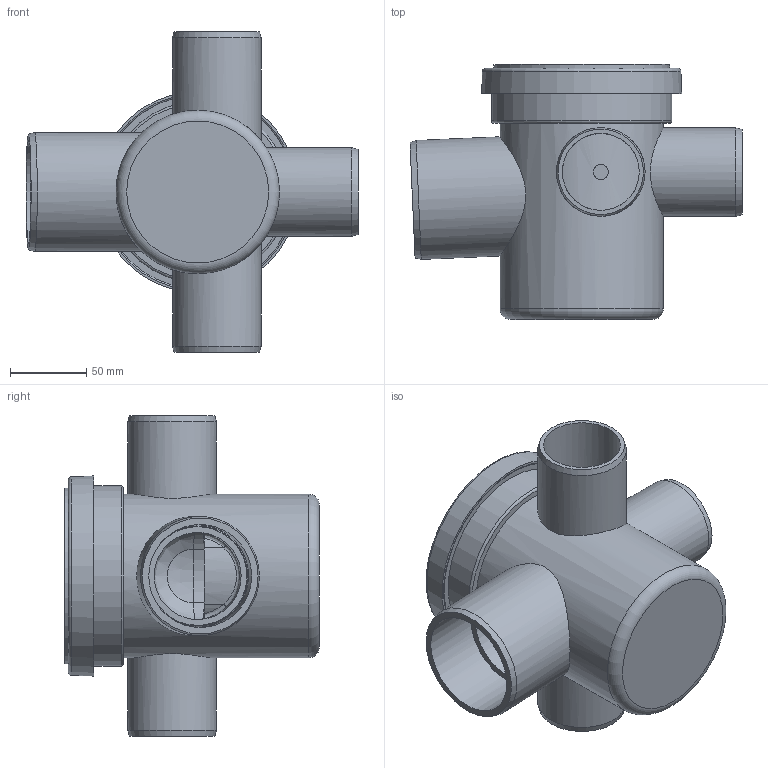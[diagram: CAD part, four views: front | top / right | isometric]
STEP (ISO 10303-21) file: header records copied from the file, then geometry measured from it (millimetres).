
FILE_DESCRIPTION(/* description */ (''),/* implementation_level */ '2;1');
FILE_NAME(/* name */ '339970 FloorTrap .idw.stp',/* time_stamp */ '2021-08-24T09:51:22+02:00',/* author */ ('LWM'),/* organization */ (''),/* preprocessor_version */ 'ST-DEVELOPER v18',/* originating_system */ 'Autodesk Inventor 2020',/* authorisation */ '');
FILE_SCHEMA (('AUTOMOTIVE_DESIGN { 1 0 10303 214 3 1 1 }'));
Length unit declared in the file: millimetre
Products named in the file (4): 339970 FloorTrap .idw; 339970 FloorTrap; 339970 FloorTrap Klickring ; Floor Trap Einsatz
Assembly tree (3 placements, depth 2):
  339970 FloorTrap .idw
    339970 FloorTrap
    339970 FloorTrap Klickring 
    Floor Trap Einsatz
Bounding box: 217.45 x 167 x 210 mm (x, y, z)
Volume: 546438.1 mm3; surface area: 281992 mm2
Topology: 5 solids, 5 shells, 179 faces, 465 edges, 326 vertices
Faces by surface type: cylinder 64, torus 46, plane 41, bspline 15, cone 11, sphere 2
Full cylindrical faces by diameter (mm): 9.8 x3, 50.4 x3, 57 x1, 58 x3, 61 x3, 65 x2, 65.798 x1, 65.8 x2, 67 x2, 67.5 x2, 78 x1, 98 x1, 107 x1, 110.5 x1, 110.9 x1, 115.5 x1, 118 x1, 123.5 x1, 125.6 x1, 126.5 x1
Entity records: 7048 total; most frequent: CARTESIAN_POINT 2338, DIRECTION 1043, ORIENTED_EDGE 916, AXIS2_PLACEMENT_3D 475, EDGE_CURVE 458, VERTEX_POINT 312, CIRCLE 304, EDGE_LOOP 210
